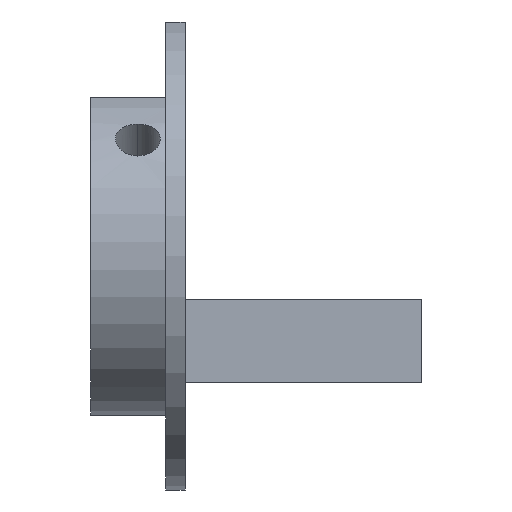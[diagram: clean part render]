
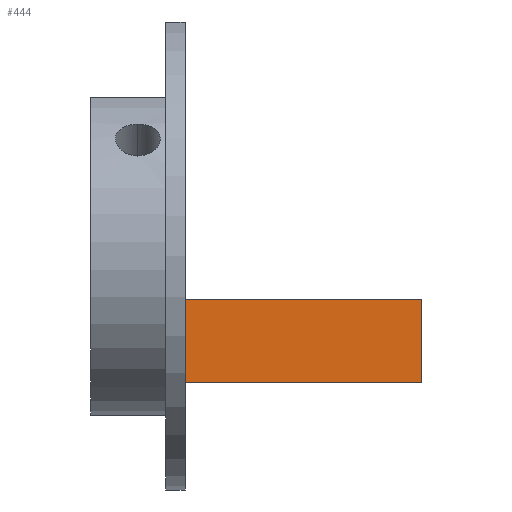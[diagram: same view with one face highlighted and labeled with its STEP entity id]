
A CAD part, left-side view. The second image highlights one B-rep face of the part: STEP entity #444.
In plain terms, the highlighted planar face has unit normal (-1, 0, 0).
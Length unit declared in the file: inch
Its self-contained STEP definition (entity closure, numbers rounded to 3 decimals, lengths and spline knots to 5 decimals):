
#47 = DIRECTION ( 'NONE',  ( 0., 1., 0. ) ) ;
#205 = VERTEX_POINT ( 'NONE', #362 ) ;
#226 = VECTOR ( 'NONE', #495, 39.37008 ) ;
#235 = ORIENTED_EDGE ( 'NONE', *, *, #303, .F. ) ;
#240 = VERTEX_POINT ( 'NONE', #254 ) ;
#254 = CARTESIAN_POINT ( 'NONE',  ( -0.36909, -0.41339, -0.42815 ) ) ;
#261 = ORIENTED_EDGE ( 'NONE', *, *, #680, .T. ) ;
#303 = EDGE_CURVE ( 'NONE', #468, #240, #923, .T. ) ;
#323 = CARTESIAN_POINT ( 'NONE',  ( -0.36909, -1.20079, 0. ) ) ;
#357 = CARTESIAN_POINT ( 'NONE',  ( -0.36909, -1.20079, -0.15256 ) ) ;
#362 = CARTESIAN_POINT ( 'NONE',  ( -0.36909, -1.20079, -0.15256 ) ) ;
#385 = VECTOR ( 'NONE', #954, 39.37008 ) ;
#444 = ADVANCED_FACE ( 'NONE', ( #1084 ), #635, .T. ) ;
#468 = VERTEX_POINT ( 'NONE', #554 ) ;
#479 = VERTEX_POINT ( 'NONE', #490 ) ;
#483 = CARTESIAN_POINT ( 'NONE',  ( -0.36909, -1.20079, -0.42815 ) ) ;
#490 = CARTESIAN_POINT ( 'NONE',  ( -0.36909, -0.41339, -0.15256 ) ) ;
#495 = DIRECTION ( 'NONE',  ( 0., 0., 1. ) ) ;
#524 = EDGE_LOOP ( 'NONE', ( #938, #235, #1056, #261 ) ) ;
#554 = CARTESIAN_POINT ( 'NONE',  ( -0.36909, -1.20079, -0.42815 ) ) ;
#578 = DIRECTION ( 'NONE',  ( 0., 0., 1. ) ) ;
#580 = LINE ( 'NONE', #771, #226 ) ;
#595 = EDGE_CURVE ( 'NONE', #240, #479, #580, .T. ) ;
#610 = VECTOR ( 'NONE', #47, 39.37008 ) ;
#635 = PLANE ( 'NONE',  #667 ) ;
#667 = AXIS2_PLACEMENT_3D ( 'NONE', #989, #818, #1091 ) ;
#680 = EDGE_CURVE ( 'NONE', #205, #479, #782, .T. ) ;
#771 = CARTESIAN_POINT ( 'NONE',  ( -0.36909, -0.41339, 0. ) ) ;
#782 = LINE ( 'NONE', #357, #385 ) ;
#806 = VECTOR ( 'NONE', #578, 39.37008 ) ;
#818 = DIRECTION ( 'NONE',  ( -1., 0., 0. ) ) ;
#915 = EDGE_CURVE ( 'NONE', #468, #205, #1007, .T. ) ;
#923 = LINE ( 'NONE', #483, #610 ) ;
#938 = ORIENTED_EDGE ( 'NONE', *, *, #595, .F. ) ;
#954 = DIRECTION ( 'NONE',  ( 0., 1., 0. ) ) ;
#989 = CARTESIAN_POINT ( 'NONE',  ( -0.36909, -1.20079, 0. ) ) ;
#1007 = LINE ( 'NONE', #323, #806 ) ;
#1056 = ORIENTED_EDGE ( 'NONE', *, *, #915, .T. ) ;
#1084 = FACE_OUTER_BOUND ( 'NONE', #524, .T. ) ;
#1091 = DIRECTION ( 'NONE',  ( 0., 0., 1. ) ) ;
